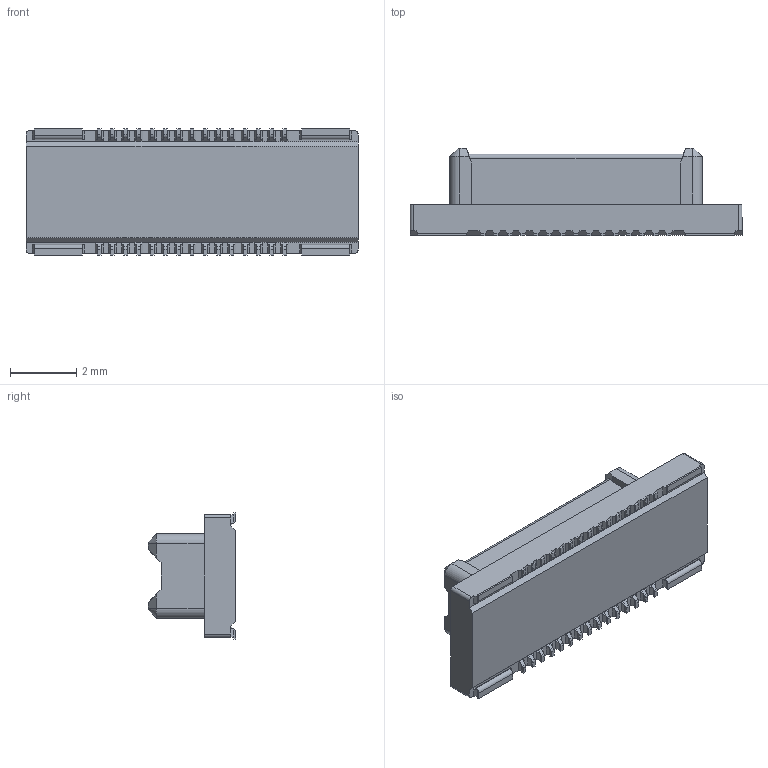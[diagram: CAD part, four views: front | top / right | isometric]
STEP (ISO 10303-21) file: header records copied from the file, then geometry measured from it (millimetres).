
FILE_DESCRIPTION (( 'STEP AP214' ), '1' );
FILE_NAME ('WNCB-2200305.STEP', '2022-09-21T07:37:52', ( '' ), ( '' ), 'SwSTEP 2.0', 'SolidWorks 2019', '' );
FILE_SCHEMA (( 'AUTOMOTIVE_DESIGN' ));
Length unit declared in the file: millimetre
Products named in the file (1): WNCB-2200305
Bounding box: 10 x 2.64 x 3.8 mm (x, y, z)
Volume: 49.1 mm3; surface area: 150.1 mm2
Topology: 1 solids, 1 shells, 459 faces, 1208 edges, 752 vertices
Faces by surface type: plane 399, cylinder 56, cone 4
Entity records: 16478 total; most frequent: CARTESIAN_POINT 2480, ORIENTED_EDGE 2416, DIRECTION 2204, EDGE_CURVE 1208, VECTOR 1092, LINE 1092, VERTEX_POINT 752, AXIS2_PLACEMENT_3D 556
